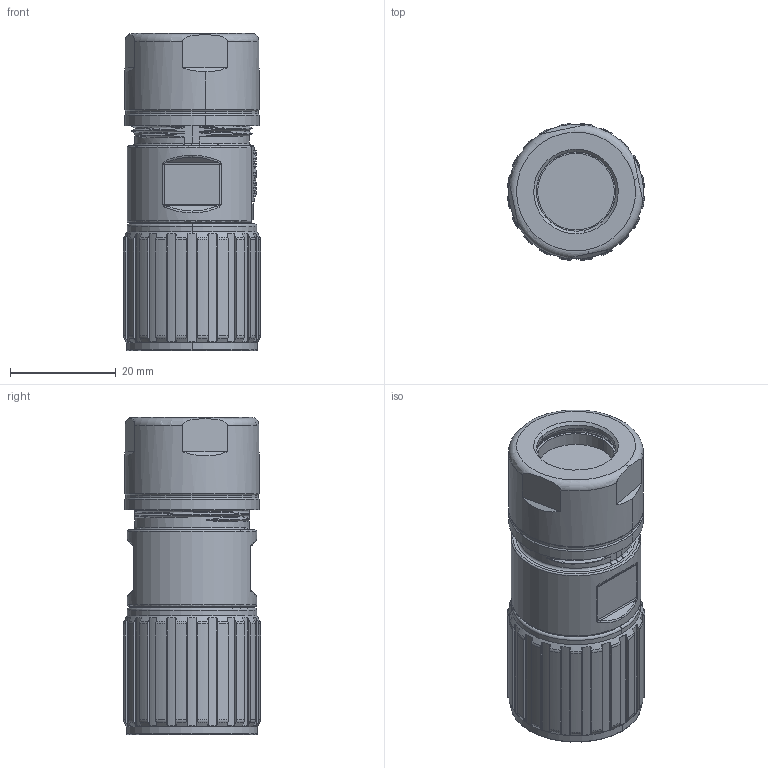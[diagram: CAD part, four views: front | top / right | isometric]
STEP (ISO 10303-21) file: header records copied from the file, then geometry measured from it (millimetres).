
FILE_DESCRIPTION((''),'2;1');
FILE_NAME('3D_1810094002501_MR23-009-T-D14','2024-01-04T',('lian.chen'),(''),'PRO/ENGINEER BY PARAMETRIC TECHNOLOGY CORPORATION, 2012480','PRO/ENGINEER BY PARAMETRIC TECHNOLOGY CORPORATION, 2012480','');
FILE_SCHEMA(('CONFIG_CONTROL_DESIGN'));
Length unit declared in the file: millimetre
Products named in the file (1): 3D_1810094002501_MR23-009-T-D14
Bounding box: 25.93 x 25.93 x 60 mm (x, y, z)
Volume: 24167.9 mm3; surface area: 10340.3 mm2
Topology: 2 solids, 10 shells, 676 faces, 2102 edges, 1448 vertices
Faces by surface type: cylinder 239, plane 217, cone 104, torus 88, bspline 23, sphere 5
Entity records: 28846 total; most frequent: CARTESIAN_POINT 10585, ORIENTED_EDGE 4204, DIRECTION 3507, EDGE_CURVE 2102, AXIS2_PLACEMENT_3D 1449, VERTEX_POINT 1448, CIRCLE 796, EDGE_LOOP 716
